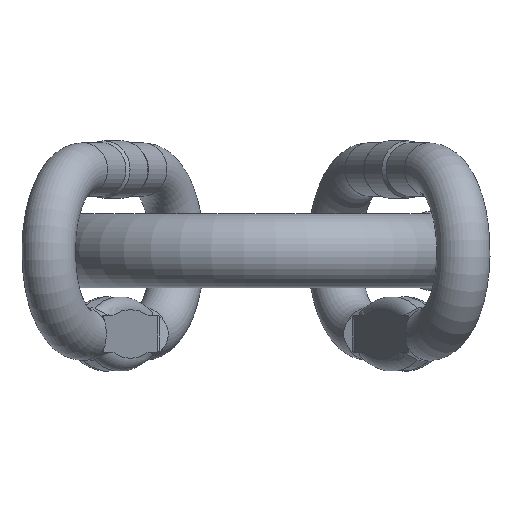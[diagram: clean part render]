
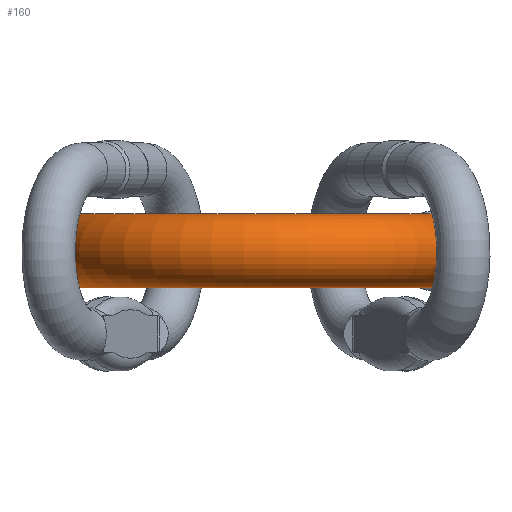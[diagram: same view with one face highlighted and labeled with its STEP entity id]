
A CAD part, front view. The second image highlights one B-rep face of the part: STEP entity #160.
In plain terms, the highlighted toroidal (fillet/blend) face has major radius 120 mm and minor radius 25 mm.
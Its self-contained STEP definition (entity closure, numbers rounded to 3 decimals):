
#138=TOROIDAL_SURFACE('',#1425,120.,25.);
#160=ADVANCED_FACE('',(#332,#333),#138,.T.);
#273=CIRCLE('',#1417,25.);
#274=CIRCLE('',#1419,25.);
#332=FACE_BOUND('',#372,.T.);
#333=FACE_BOUND('',#373,.T.);
#372=EDGE_LOOP('',(#628));
#373=EDGE_LOOP('',(#629));
#628=ORIENTED_EDGE('',*,*,#1167,.T.);
#629=ORIENTED_EDGE('',*,*,#1168,.F.);
#1023=VERTEX_POINT('',#2179);
#1024=VERTEX_POINT('',#2182);
#1167=EDGE_CURVE('',#1023,#1023,#273,.T.);
#1168=EDGE_CURVE('',#1024,#1024,#274,.T.);
#1417=AXIS2_PLACEMENT_3D('',#2178,#1592,#1593);
#1419=AXIS2_PLACEMENT_3D('',#2181,#1596,#1597);
#1425=AXIS2_PLACEMENT_3D('',#2191,#1608,#1609);
#1592=DIRECTION('',(0.,-1.,0.));
#1593=DIRECTION('',(0.,0.,1.));
#1596=DIRECTION('',(0.,1.,0.));
#1597=DIRECTION('',(0.,0.,1.));
#1608=DIRECTION('',(0.,0.,1.));
#1609=DIRECTION('',(1.,0.,0.));
#2178=CARTESIAN_POINT('',(-120.,-80.,0.));
#2179=CARTESIAN_POINT('',(-120.,-80.,25.));
#2181=CARTESIAN_POINT('',(120.,-80.,0.));
#2182=CARTESIAN_POINT('',(120.,-80.,25.));
#2191=CARTESIAN_POINT('',(0.,-80.,0.));
